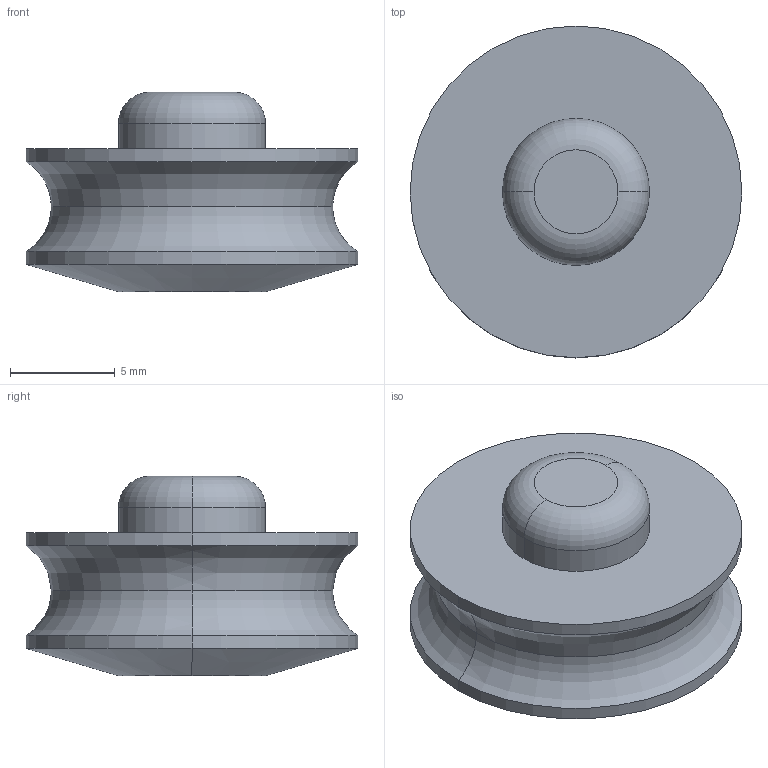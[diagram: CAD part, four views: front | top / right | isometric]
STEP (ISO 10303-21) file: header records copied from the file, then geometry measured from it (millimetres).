
FILE_DESCRIPTION (( 'STEP AP214' ), '1' );
FILE_NAME ('荣.STEP', '2020-12-04T05:28:06', ( '' ), ( '' ), 'SwSTEP 2.0', 'SolidWorks 2017', '' );
FILE_SCHEMA (( 'AUTOMOTIVE_DESIGN' ));
Length unit declared in the file: millimetre
Products named in the file (1): 荣
Bounding box: 15.8 x 15.8 x 9.5 mm (x, y, z)
Volume: 1078.2 mm3; surface area: 823.2 mm2
Topology: 1 solids, 1 shells, 21 faces, 41 edges, 24 vertices
Faces by surface type: cylinder 8, torus 6, plane 5, cone 2
Entity records: 577 total; most frequent: DIRECTION 113, CARTESIAN_POINT 87, ORIENTED_EDGE 82, AXIS2_PLACEMENT_3D 50, EDGE_CURVE 41, CIRCLE 28, VERTEX_POINT 24, EDGE_LOOP 23
